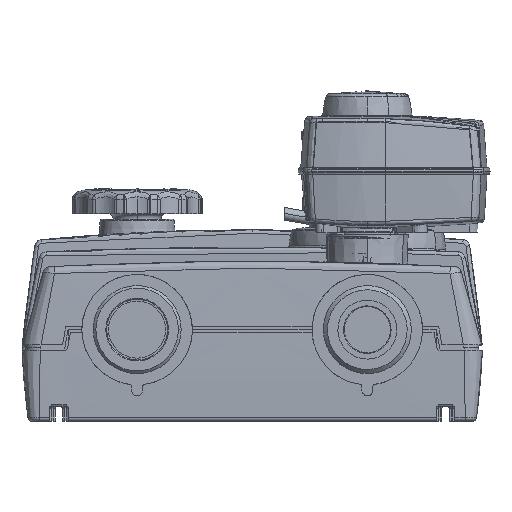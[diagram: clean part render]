
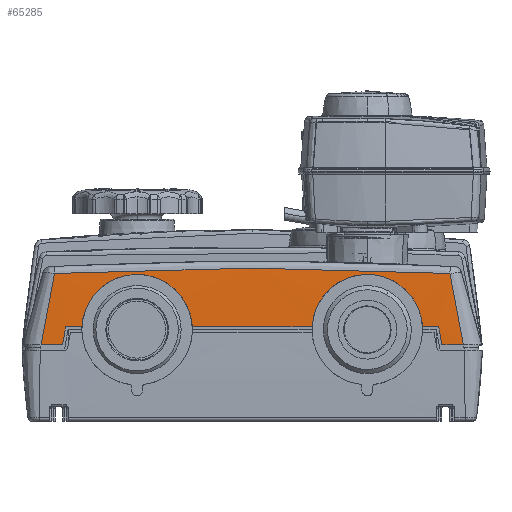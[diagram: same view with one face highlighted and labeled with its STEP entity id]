
A CAD part, front view. The second image highlights one B-rep face of the part: STEP entity #65285.
In plain terms, the highlighted cylindrical face has radius 1200 mm (diameter 2400 mm), a partial arc.
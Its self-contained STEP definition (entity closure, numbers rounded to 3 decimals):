
#65215=AXIS2_PLACEMENT_3D('Cylinder Axis2P3D',#65212,#65213,#65214) ;
#18506=CARTESIAN_POINT('Vertex',(29.962,-341.935,1.5)) ;
#18510=CARTESIAN_POINT('Control Point',(-29.962,-341.935,1.5)) ;
#18511=CARTESIAN_POINT('Control Point',(-29.727,-341.886,6.207)) ;
#18512=CARTESIAN_POINT('Control Point',(-28.567,-341.815,10.868)) ;
#18513=CARTESIAN_POINT('Control Point',(-26.494,-341.723,15.24)) ;
#18514=CARTESIAN_POINT('Control Point',(-20.563,-341.525,23.178)) ;
#18515=CARTESIAN_POINT('Control Point',(-11.99,-341.363,28.196)) ;
#18516=CARTESIAN_POINT('Control Point',(-7.085,-341.306,29.809)) ;
#18517=CARTESIAN_POINT('Control Point',(3.099,-341.269,30.892)) ;
#18518=CARTESIAN_POINT('Control Point',(12.864,-341.374,27.808)) ;
#18519=CARTESIAN_POINT('Control Point',(17.351,-341.459,25.253)) ;
#18520=CARTESIAN_POINT('Control Point',(23.843,-341.627,19.45)) ;
#18521=CARTESIAN_POINT('Control Point',(27.899,-341.789,11.849)) ;
#18522=CARTESIAN_POINT('Control Point',(29.097,-341.85,8.492)) ;
#18523=CARTESIAN_POINT('Control Point',(29.787,-341.899,5.009)) ;
#18524=CARTESIAN_POINT('Control Point',(29.962,-341.935,1.5)) ;
#18525=CARTESIAN_POINT('Vertex',(-29.962,-341.935,1.5)) ;
#65056=CARTESIAN_POINT('Vertex',(-163.759,-341.935,1.5)) ;
#65063=CARTESIAN_POINT('Vertex',(-154.962,-341.935,1.5)) ;
#65066=CARTESIAN_POINT('Line Origine',(-159.361,-341.935,1.5)) ;
#65091=CARTESIAN_POINT('Control Point',(-163.759,-341.935,1.5)) ;
#65092=CARTESIAN_POINT('Control Point',(-164.102,-341.956,-0.45)) ;
#65093=CARTESIAN_POINT('Control Point',(-164.446,-341.972,-2.4)) ;
#65094=CARTESIAN_POINT('Control Point',(-164.79,-341.985,-4.35)) ;
#65095=CARTESIAN_POINT('Control Point',(-165.134,-341.993,-6.3)) ;
#65096=CARTESIAN_POINT('Control Point',(-165.478,-341.997,-8.25)) ;
#65097=CARTESIAN_POINT('Vertex',(-165.478,-341.997,-8.25)) ;
#65128=CARTESIAN_POINT('Vertex',(40.478,-341.997,-8.25)) ;
#65132=CARTESIAN_POINT('Control Point',(38.759,-341.935,1.5)) ;
#65133=CARTESIAN_POINT('Control Point',(39.102,-341.956,-0.45)) ;
#65134=CARTESIAN_POINT('Control Point',(39.446,-341.972,-2.4)) ;
#65135=CARTESIAN_POINT('Control Point',(39.79,-341.985,-4.35)) ;
#65136=CARTESIAN_POINT('Control Point',(40.134,-341.993,-6.3)) ;
#65137=CARTESIAN_POINT('Control Point',(40.478,-341.997,-8.25)) ;
#65138=CARTESIAN_POINT('Vertex',(38.759,-341.935,1.5)) ;
#65160=CARTESIAN_POINT('Line Origine',(34.361,-341.935,1.5)) ;
#65186=CARTESIAN_POINT('Line Origine',(-62.5,-341.935,1.5)) ;
#65190=CARTESIAN_POINT('Vertex',(-95.038,-341.935,1.5)) ;
#65212=CARTESIAN_POINT('Axis2P3D Location',(-62.5,857.999,-11.015)) ;
#65218=CARTESIAN_POINT('Control Point',(-177.14,-341.997,-8.25)) ;
#65219=CARTESIAN_POINT('Control Point',(-174.921,-341.968,4.703)) ;
#65220=CARTESIAN_POINT('Control Point',(-172.479,-341.728,17.627)) ;
#65221=CARTESIAN_POINT('Control Point',(-169.814,-341.282,30.501)) ;
#65222=CARTESIAN_POINT('Vertex',(-169.814,-341.282,30.501)) ;
#65224=CARTESIAN_POINT('Vertex',(-177.14,-341.997,-8.25)) ;
#65227=CARTESIAN_POINT('Line Origine',(-62.5,-341.997,-8.25)) ;
#65233=CARTESIAN_POINT('Control Point',(-154.962,-341.935,1.5)) ;
#65234=CARTESIAN_POINT('Control Point',(-154.727,-341.886,6.207)) ;
#65235=CARTESIAN_POINT('Control Point',(-153.567,-341.815,10.868)) ;
#65236=CARTESIAN_POINT('Control Point',(-151.494,-341.723,15.24)) ;
#65237=CARTESIAN_POINT('Control Point',(-145.563,-341.525,23.178)) ;
#65238=CARTESIAN_POINT('Control Point',(-136.99,-341.363,28.196)) ;
#65239=CARTESIAN_POINT('Control Point',(-132.085,-341.306,29.809)) ;
#65240=CARTESIAN_POINT('Control Point',(-121.901,-341.269,30.892)) ;
#65241=CARTESIAN_POINT('Control Point',(-112.136,-341.374,27.808)) ;
#65242=CARTESIAN_POINT('Control Point',(-107.649,-341.459,25.253)) ;
#65243=CARTESIAN_POINT('Control Point',(-101.157,-341.627,19.45)) ;
#65244=CARTESIAN_POINT('Control Point',(-97.101,-341.789,11.849)) ;
#65245=CARTESIAN_POINT('Control Point',(-95.903,-341.85,8.492)) ;
#65246=CARTESIAN_POINT('Control Point',(-95.213,-341.899,5.009)) ;
#65247=CARTESIAN_POINT('Control Point',(-95.038,-341.935,1.5)) ;
#65249=CARTESIAN_POINT('Line Origine',(-62.5,-341.997,-8.25)) ;
#65253=CARTESIAN_POINT('Vertex',(52.14,-341.997,-8.25)) ;
#65257=CARTESIAN_POINT('Control Point',(52.14,-341.997,-8.25)) ;
#65258=CARTESIAN_POINT('Control Point',(49.921,-341.968,4.703)) ;
#65259=CARTESIAN_POINT('Control Point',(47.479,-341.728,17.627)) ;
#65260=CARTESIAN_POINT('Control Point',(44.814,-341.282,30.501)) ;
#65261=CARTESIAN_POINT('Vertex',(44.814,-341.282,30.501)) ;
#65265=CARTESIAN_POINT('Control Point',(44.814,-341.282,30.501)) ;
#65266=CARTESIAN_POINT('Control Point',(-8.791,-341.182,33.397)) ;
#65267=CARTESIAN_POINT('Control Point',(-62.5,-341.139,34.365)) ;
#65268=CARTESIAN_POINT('Control Point',(-116.209,-341.182,33.397)) ;
#65269=CARTESIAN_POINT('Control Point',(-169.814,-341.282,30.501)) ;
#65067=DIRECTION('Vector Direction',(1.,0.,0.)) ;
#65161=DIRECTION('Vector Direction',(1.,0.,0.)) ;
#65187=DIRECTION('Vector Direction',(1.,0.,0.)) ;
#65213=DIRECTION('Axis2P3D Direction',(-1.,0.,0.)) ;
#65214=DIRECTION('Axis2P3D XDirection',(0.,-1.,0.001)) ;
#65228=DIRECTION('Vector Direction',(-1.,0.,0.)) ;
#65250=DIRECTION('Vector Direction',(-1.,0.,0.)) ;
#65068=VECTOR('Line Direction',#65067,1.) ;
#65162=VECTOR('Line Direction',#65161,1.) ;
#65188=VECTOR('Line Direction',#65187,1.) ;
#65229=VECTOR('Line Direction',#65228,1.) ;
#65251=VECTOR('Line Direction',#65250,1.) ;
#65272=ORIENTED_EDGE('',*,*,#65226,.T.) ;
#65273=ORIENTED_EDGE('',*,*,#65231,.T.) ;
#65274=ORIENTED_EDGE('',*,*,#65099,.F.) ;
#65275=ORIENTED_EDGE('',*,*,#65070,.T.) ;
#65276=ORIENTED_EDGE('',*,*,#65248,.T.) ;
#65277=ORIENTED_EDGE('',*,*,#65192,.T.) ;
#65278=ORIENTED_EDGE('',*,*,#18527,.T.) ;
#65279=ORIENTED_EDGE('',*,*,#65164,.T.) ;
#65280=ORIENTED_EDGE('',*,*,#65140,.T.) ;
#65281=ORIENTED_EDGE('',*,*,#65255,.F.) ;
#65282=ORIENTED_EDGE('',*,*,#65263,.F.) ;
#65283=ORIENTED_EDGE('',*,*,#65270,.F.) ;
#65285=ADVANCED_FACE('PartBody',(#65284),#65216,.T.) ;
#18509=B_SPLINE_CURVE_WITH_KNOTS('',5,(#18510,#18511,#18512,#18513,#18514,#18515,#18516,#18517,#18518,#18519,#18520,#18521,#18522,#18523,#18524),.UNSPECIFIED.,.F.,.U.,(6,3,3,3,6),(2.122,35.451,70.891,106.333,131.178),.UNSPECIFIED.) ;
#65090=B_SPLINE_CURVE_WITH_KNOTS('',5,(#65091,#65092,#65093,#65094,#65095,#65096),.UNSPECIFIED.,.F.,.U.,(6,6),(0.,14.002),.UNSPECIFIED.) ;
#65131=B_SPLINE_CURVE_WITH_KNOTS('',5,(#65132,#65133,#65134,#65135,#65136,#65137),.UNSPECIFIED.,.F.,.U.,(6,6),(0.,14.002),.UNSPECIFIED.) ;
#65217=B_SPLINE_CURVE_WITH_KNOTS('',3,(#65218,#65219,#65220,#65221),.UNSPECIFIED.,.F.,.U.,(4,4),(22.993,91.379),.UNSPECIFIED.) ;
#65232=B_SPLINE_CURVE_WITH_KNOTS('',5,(#65233,#65234,#65235,#65236,#65237,#65238,#65239,#65240,#65241,#65242,#65243,#65244,#65245,#65246,#65247),.UNSPECIFIED.,.F.,.U.,(6,3,3,3,6),(2.122,35.451,70.891,106.333,131.178),.UNSPECIFIED.) ;
#65256=B_SPLINE_CURVE_WITH_KNOTS('',3,(#65257,#65258,#65259,#65260),.UNSPECIFIED.,.F.,.U.,(4,4),(22.993,91.379),.UNSPECIFIED.) ;
#65264=B_SPLINE_CURVE_WITH_KNOTS('',4,(#65265,#65266,#65267,#65268,#65269),.UNSPECIFIED.,.F.,.U.,(5,5),(75.459,379.441),.UNSPECIFIED.) ;
#65216=CYLINDRICAL_SURFACE('generated cylinder',#65215,1200.) ;
#18527=EDGE_CURVE('',#18526,#18507,#18509,.T.) ;
#65070=EDGE_CURVE('',#65057,#65064,#65069,.T.) ;
#65099=EDGE_CURVE('',#65057,#65098,#65090,.T.) ;
#65140=EDGE_CURVE('',#65139,#65129,#65131,.T.) ;
#65164=EDGE_CURVE('',#18507,#65139,#65163,.T.) ;
#65192=EDGE_CURVE('',#65191,#18526,#65189,.T.) ;
#65226=EDGE_CURVE('',#65223,#65225,#65217,.F.) ;
#65231=EDGE_CURVE('',#65225,#65098,#65230,.F.) ;
#65248=EDGE_CURVE('',#65064,#65191,#65232,.T.) ;
#65255=EDGE_CURVE('',#65254,#65129,#65252,.T.) ;
#65263=EDGE_CURVE('',#65262,#65254,#65256,.F.) ;
#65270=EDGE_CURVE('',#65223,#65262,#65264,.F.) ;
#65271=EDGE_LOOP('',(#65272,#65273,#65274,#65275,#65276,#65277,#65278,#65279,#65280,#65281,#65282,#65283)) ;
#65284=FACE_OUTER_BOUND('',#65271,.T.) ;
#65069=LINE('Line',#65066,#65068) ;
#65163=LINE('Line',#65160,#65162) ;
#65189=LINE('Line',#65186,#65188) ;
#65230=LINE('Line',#65227,#65229) ;
#65252=LINE('Line',#65249,#65251) ;
#18507=VERTEX_POINT('',#18506) ;
#18526=VERTEX_POINT('',#18525) ;
#65057=VERTEX_POINT('',#65056) ;
#65064=VERTEX_POINT('',#65063) ;
#65098=VERTEX_POINT('',#65097) ;
#65129=VERTEX_POINT('',#65128) ;
#65139=VERTEX_POINT('',#65138) ;
#65191=VERTEX_POINT('',#65190) ;
#65223=VERTEX_POINT('',#65222) ;
#65225=VERTEX_POINT('',#65224) ;
#65254=VERTEX_POINT('',#65253) ;
#65262=VERTEX_POINT('',#65261) ;
